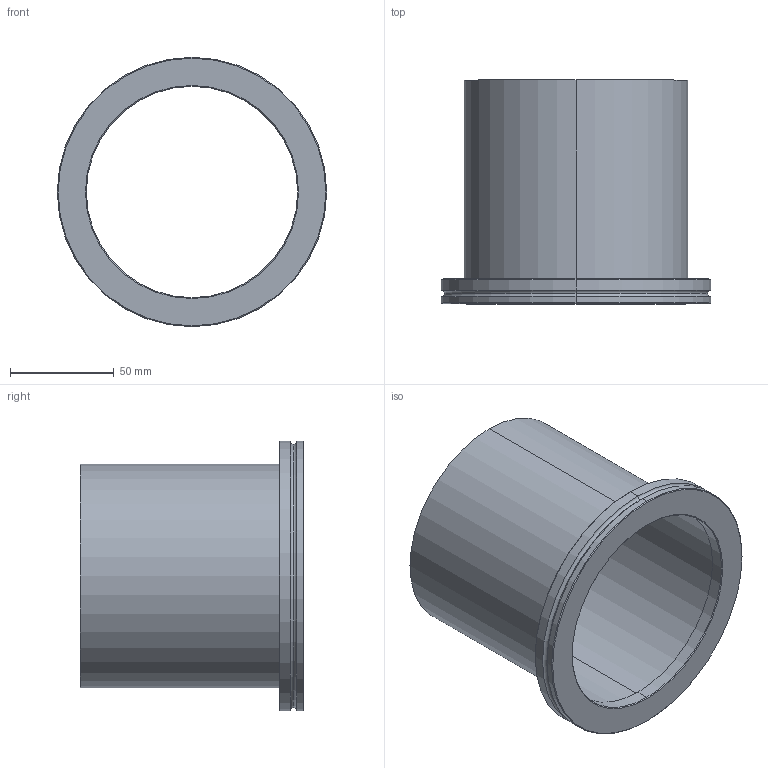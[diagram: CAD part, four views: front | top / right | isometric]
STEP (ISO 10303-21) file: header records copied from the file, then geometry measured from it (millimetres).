
FILE_DESCRIPTION (( 'STEP AP214' ), '1' );
FILE_NAME ('ISO100-H.STEP', '2009-06-03T11:00:08', ( 'Hositrad' ), ( '' ), 'SwSTEP 2.0', 'SolidWorks 2009', '' );
FILE_SCHEMA (( 'AUTOMOTIVE_DESIGN' ));
Length unit declared in the file: millimetre
Products named in the file (3): Tube108-108; ISO100-H; ISO100-108
Assembly tree (2 placements, depth 2):
  ISO100-H
    Tube108-108
    ISO100-108
Bounding box: 130 x 108 x 130 mm (x, y, z)
Volume: 117735.3 mm3; surface area: 89667.8 mm2
Topology: 2 solids, 2 shells, 39 faces, 78 edges, 46 vertices
Faces by surface type: cylinder 16, cone 12, plane 7, torus 4
Entity records: 1136 total; most frequent: DIRECTION 216, CARTESIAN_POINT 168, ORIENTED_EDGE 156, AXIS2_PLACEMENT_3D 94, EDGE_CURVE 78, CIRCLE 50, EDGE_LOOP 46, VERTEX_POINT 46
